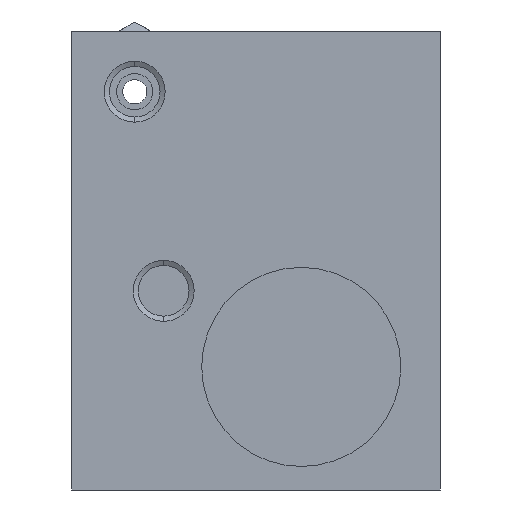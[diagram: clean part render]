
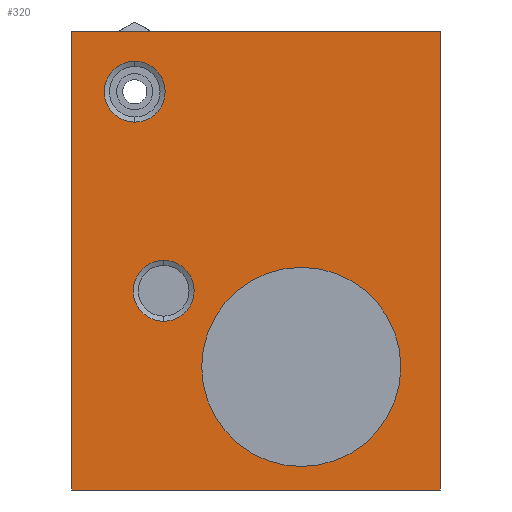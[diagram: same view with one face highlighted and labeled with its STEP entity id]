
A CAD part, left-side view. The second image highlights one B-rep face of the part: STEP entity #320.
In plain terms, the highlighted planar face has unit normal (-1, 0, 0).
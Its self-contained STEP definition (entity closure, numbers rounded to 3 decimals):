
#177 = CIRCLE ( 'NONE', #2720, 2.525 ) ;
#245 = DIRECTION ( 'NONE',  ( 0., -1., 0. ) ) ;
#320 = ADVANCED_FACE ( 'NONE', ( #3067, #1285, #928, #4124 ), #4537, .F. ) ;
#416 = ORIENTED_EDGE ( 'NONE', *, *, #3996, .F. ) ;
#456 = ORIENTED_EDGE ( 'NONE', *, *, #3502, .T. ) ;
#495 = DIRECTION ( 'NONE',  ( -1., 0., 0. ) ) ;
#498 = ORIENTED_EDGE ( 'NONE', *, *, #2425, .F. ) ;
#562 = DIRECTION ( 'NONE',  ( 0., -1., 0. ) ) ;
#591 = VERTEX_POINT ( 'NONE', #3265 ) ;
#761 = VECTOR ( 'NONE', #245, 1000. ) ;
#762 = ORIENTED_EDGE ( 'NONE', *, *, #1774, .F. ) ;
#774 = CIRCLE ( 'NONE', #3709, 8.25 ) ;
#789 = CARTESIAN_POINT ( 'NONE',  ( -37.5, -7.6, 16.5 ) ) ;
#816 = DIRECTION ( 'NONE',  ( 0., 0., 1. ) ) ;
#906 = DIRECTION ( 'NONE',  ( 1., 0., 0. ) ) ;
#923 = ORIENTED_EDGE ( 'NONE', *, *, #3498, .T. ) ;
#928 = FACE_BOUND ( 'NONE', #4173, .T. ) ;
#942 = CARTESIAN_POINT ( 'NONE',  ( -37.5, -30.5, 0. ) ) ;
#1143 = VERTEX_POINT ( 'NONE', #2526 ) ;
#1229 = CARTESIAN_POINT ( 'NONE',  ( -37.5, -7.6, 16.5 ) ) ;
#1285 = FACE_BOUND ( 'NONE', #2895, .T. ) ;
#1296 = DIRECTION ( 'NONE',  ( 0., 0., -1. ) ) ;
#1328 = CARTESIAN_POINT ( 'NONE',  ( -37.5, -30.5, 38. ) ) ;
#1331 = CARTESIAN_POINT ( 'NONE',  ( -37.5, -30.5, 38. ) ) ;
#1369 = VECTOR ( 'NONE', #1296, 1000. ) ;
#1500 = DIRECTION ( 'NONE',  ( 0., 0., 1. ) ) ;
#1530 = AXIS2_PLACEMENT_3D ( 'NONE', #3342, #495, #2332 ) ;
#1551 = ORIENTED_EDGE ( 'NONE', *, *, #3413, .F. ) ;
#1586 = EDGE_LOOP ( 'NONE', ( #498, #762 ) ) ;
#1692 = ORIENTED_EDGE ( 'NONE', *, *, #4212, .F. ) ;
#1727 = LINE ( 'NONE', #4531, #1369 ) ;
#1747 = DIRECTION ( 'NONE',  ( -1., 0., 0. ) ) ;
#1771 = CARTESIAN_POINT ( 'NONE',  ( -37.5, -19., 18.45 ) ) ;
#1774 = EDGE_CURVE ( 'NONE', #4220, #2160, #3325, .T. ) ;
#1848 = CARTESIAN_POINT ( 'NONE',  ( -37.5, 0., 38. ) ) ;
#1889 = EDGE_CURVE ( 'NONE', #1143, #2936, #4072, .T. ) ;
#2101 = CARTESIAN_POINT ( 'NONE',  ( -37.5, -7.6, 19.025 ) ) ;
#2160 = VERTEX_POINT ( 'NONE', #1771 ) ;
#2236 = DIRECTION ( 'NONE',  ( -1., 0., 0. ) ) ;
#2296 = VECTOR ( 'NONE', #4343, 1000. ) ;
#2332 = DIRECTION ( 'NONE',  ( 0., 0., 1. ) ) ;
#2349 = DIRECTION ( 'NONE',  ( 0., 0., -1. ) ) ;
#2357 = CARTESIAN_POINT ( 'NONE',  ( -37.5, -30.5, 38. ) ) ;
#2406 = CIRCLE ( 'NONE', #3894, 2.525 ) ;
#2424 = ORIENTED_EDGE ( 'NONE', *, *, #1889, .F. ) ;
#2425 = EDGE_CURVE ( 'NONE', #2160, #4220, #774, .T. ) ;
#2526 = CARTESIAN_POINT ( 'NONE',  ( -37.5, -5.2, 30.475 ) ) ;
#2659 = VERTEX_POINT ( 'NONE', #4416 ) ;
#2703 = LINE ( 'NONE', #2357, #3244 ) ;
#2720 = AXIS2_PLACEMENT_3D ( 'NONE', #3965, #4265, #3888 ) ;
#2843 = LINE ( 'NONE', #4272, #2296 ) ;
#2862 = AXIS2_PLACEMENT_3D ( 'NONE', #3632, #4309, #1500 ) ;
#2895 = EDGE_LOOP ( 'NONE', ( #4245, #2424 ) ) ;
#2936 = VERTEX_POINT ( 'NONE', #3624 ) ;
#2967 = EDGE_LOOP ( 'NONE', ( #456, #3670, #416, #923 ) ) ;
#3067 = FACE_BOUND ( 'NONE', #1586, .T. ) ;
#3154 = VERTEX_POINT ( 'NONE', #2101 ) ;
#3244 = VECTOR ( 'NONE', #562, 1000. ) ;
#3255 = VERTEX_POINT ( 'NONE', #1848 ) ;
#3265 = CARTESIAN_POINT ( 'NONE',  ( -37.5, -30.5, 0. ) ) ;
#3268 = AXIS2_PLACEMENT_3D ( 'NONE', #1328, #906, #2349 ) ;
#3279 = EDGE_CURVE ( 'NONE', #4339, #591, #2843, .T. ) ;
#3325 = CIRCLE ( 'NONE', #2862, 8.25 ) ;
#3342 = CARTESIAN_POINT ( 'NONE',  ( -37.5, -5.2, 33. ) ) ;
#3349 = DIRECTION ( 'NONE',  ( -1., 0., 0. ) ) ;
#3413 = EDGE_CURVE ( 'NONE', #3154, #4225, #4365, .T. ) ;
#3498 = EDGE_CURVE ( 'NONE', #3255, #2659, #1727, .T. ) ;
#3502 = EDGE_CURVE ( 'NONE', #2659, #591, #4554, .T. ) ;
#3624 = CARTESIAN_POINT ( 'NONE',  ( -37.5, -5.2, 35.525 ) ) ;
#3632 = CARTESIAN_POINT ( 'NONE',  ( -37.5, -19., 10.2 ) ) ;
#3633 = CARTESIAN_POINT ( 'NONE',  ( -37.5, -7.6, 13.975 ) ) ;
#3670 = ORIENTED_EDGE ( 'NONE', *, *, #3279, .F. ) ;
#3709 = AXIS2_PLACEMENT_3D ( 'NONE', #4626, #1747, #4248 ) ;
#3717 = EDGE_CURVE ( 'NONE', #2936, #1143, #177, .T. ) ;
#3718 = DIRECTION ( 'NONE',  ( 0., 0., 1. ) ) ;
#3888 = DIRECTION ( 'NONE',  ( 0., 0., 1. ) ) ;
#3894 = AXIS2_PLACEMENT_3D ( 'NONE', #789, #2236, #816 ) ;
#3965 = CARTESIAN_POINT ( 'NONE',  ( -37.5, -5.2, 33. ) ) ;
#3996 = EDGE_CURVE ( 'NONE', #3255, #4339, #2703, .T. ) ;
#4072 = CIRCLE ( 'NONE', #1530, 2.525 ) ;
#4124 = FACE_OUTER_BOUND ( 'NONE', #2967, .T. ) ;
#4173 = EDGE_LOOP ( 'NONE', ( #1551, #1692 ) ) ;
#4212 = EDGE_CURVE ( 'NONE', #4225, #3154, #2406, .T. ) ;
#4215 = AXIS2_PLACEMENT_3D ( 'NONE', #1229, #3349, #3718 ) ;
#4220 = VERTEX_POINT ( 'NONE', #4331 ) ;
#4225 = VERTEX_POINT ( 'NONE', #3633 ) ;
#4245 = ORIENTED_EDGE ( 'NONE', *, *, #3717, .F. ) ;
#4248 = DIRECTION ( 'NONE',  ( 0., 0., 1. ) ) ;
#4265 = DIRECTION ( 'NONE',  ( -1., 0., 0. ) ) ;
#4272 = CARTESIAN_POINT ( 'NONE',  ( -37.5, -30.5, 38. ) ) ;
#4309 = DIRECTION ( 'NONE',  ( -1., 0., 0. ) ) ;
#4331 = CARTESIAN_POINT ( 'NONE',  ( -37.5, -19., 1.95 ) ) ;
#4339 = VERTEX_POINT ( 'NONE', #1331 ) ;
#4343 = DIRECTION ( 'NONE',  ( 0., 0., -1. ) ) ;
#4365 = CIRCLE ( 'NONE', #4215, 2.525 ) ;
#4416 = CARTESIAN_POINT ( 'NONE',  ( -37.5, 0., 0. ) ) ;
#4531 = CARTESIAN_POINT ( 'NONE',  ( -37.5, 0., 38. ) ) ;
#4537 = PLANE ( 'NONE',  #3268 ) ;
#4554 = LINE ( 'NONE', #942, #761 ) ;
#4626 = CARTESIAN_POINT ( 'NONE',  ( -37.5, -19., 10.2 ) ) ;
